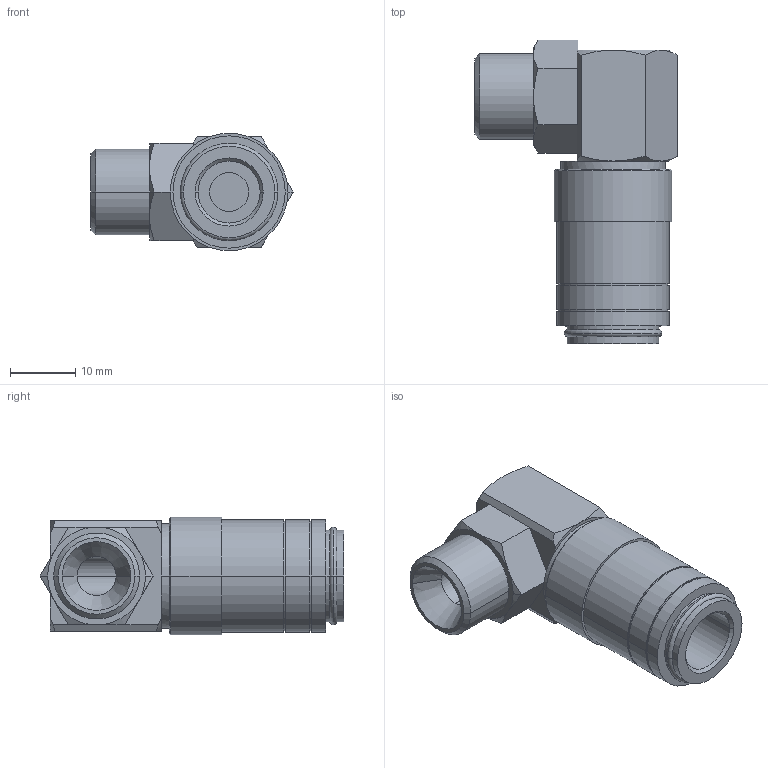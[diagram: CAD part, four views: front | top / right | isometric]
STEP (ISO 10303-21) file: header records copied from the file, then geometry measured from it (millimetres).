
FILE_DESCRIPTION(('STEP AP214'),'1');
FILE_NAME('esdm_14_a-90ab.stp','2020-04-22T06:12:25',('TraceParts'),('TraceParts S.A.'),'Spatial InterOp 3D',' ',' ');
FILE_SCHEMA(('automotive_design'));
Length unit declared in the file: millimetre
Products named in the file (1): 1
Bounding box: 31 x 46.56 x 18 mm (x, y, z)
Volume: 10329.4 mm3; surface area: 4966.5 mm2
Topology: 1 solids, 1 shells, 89 faces, 202 edges, 124 vertices
Faces by surface type: plane 31, cone 28, cylinder 26, torus 4
Entity records: 3252 total; most frequent: CARTESIAN_POINT 552, DIRECTION 438, ORIENTED_EDGE 404, EDGE_CURVE 202, AXIS2_PLACEMENT_3D 182, VERTEX_POINT 124, EDGE_LOOP 100, STYLED_ITEM 89
